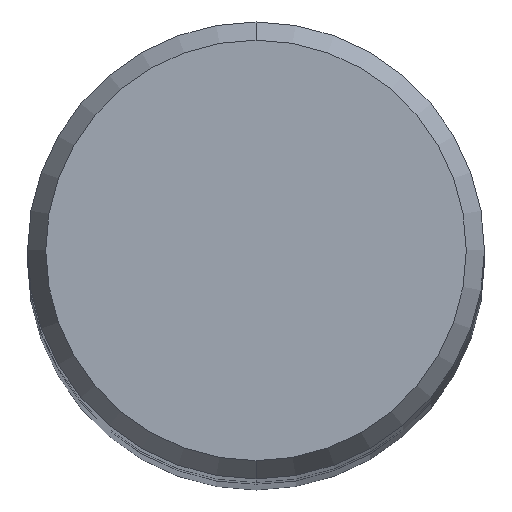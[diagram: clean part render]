
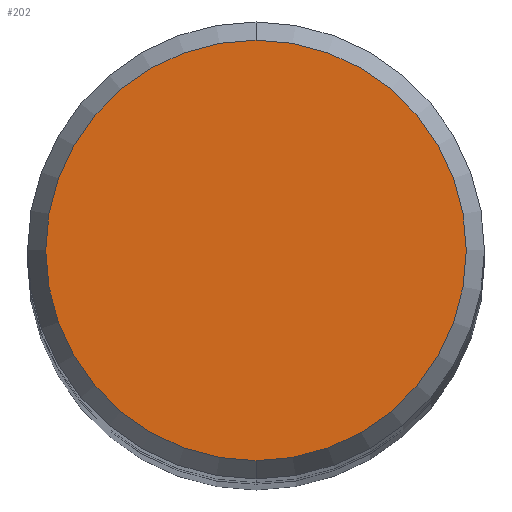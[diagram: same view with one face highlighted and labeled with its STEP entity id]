
A CAD part, top view. The second image highlights one B-rep face of the part: STEP entity #202.
In plain terms, the highlighted planar face has unit normal (0, 0, 1).
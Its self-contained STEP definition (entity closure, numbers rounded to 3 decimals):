
#114=VERTEX_POINT('',#260);
#192=EDGE_CURVE('',#114,#212,#350,.T.);
#202=ADVANCED_FACE('',(#361),#362,.T.);
#212=VERTEX_POINT('',#373);
#214=EDGE_CURVE('',#212,#114,#375,.T.);
#260=CARTESIAN_POINT('',(0.,-5.295,0.0));
#350=CIRCLE('',#533,5.295);
#361=FACE_OUTER_BOUND('',#548,.T.);
#362=PLANE('',#549);
#373=CARTESIAN_POINT('',(0.0,5.295,0.0));
#375=CIRCLE('',#566,5.295);
#533=AXIS2_PLACEMENT_3D('',#709,#710,#711);
#548=EDGE_LOOP('',(#728,#729));
#549=AXIS2_PLACEMENT_3D('',#730,#731,#732);
#566=AXIS2_PLACEMENT_3D('',#745,#746,#747);
#709=CARTESIAN_POINT('',(0.0,0.0,0.0));
#710=DIRECTION('',(0.0,0.0,-1.0));
#711=DIRECTION('',(0.0,1.0,0.0));
#728=ORIENTED_EDGE('',*,*,#214,.F.);
#729=ORIENTED_EDGE('',*,*,#192,.F.);
#730=CARTESIAN_POINT('',(0.0,2.647,0.0));
#731=DIRECTION('',(-0.0,0.0,1.0));
#732=DIRECTION('',(0.0,-1.0,0.0));
#745=CARTESIAN_POINT('',(0.0,0.0,0.0));
#746=DIRECTION('',(0.0,0.0,-1.0));
#747=DIRECTION('',(0.0,1.0,0.0));
